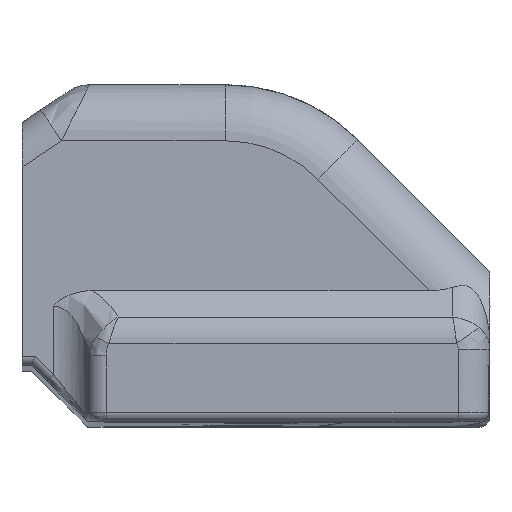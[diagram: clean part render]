
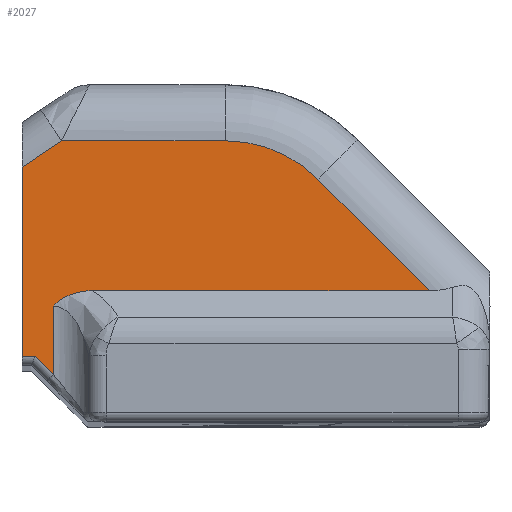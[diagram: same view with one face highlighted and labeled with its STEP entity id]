
A CAD part, top view. The second image highlights one B-rep face of the part: STEP entity #2027.
In plain terms, the highlighted planar face has unit normal (0, 0, 1).
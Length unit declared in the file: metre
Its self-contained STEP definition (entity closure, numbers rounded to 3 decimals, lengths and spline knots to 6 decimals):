
#99=CIRCLE('',#2209,0.007);
#197=B_SPLINE_CURVE_WITH_KNOTS('',3,(#3338,#3339,#3340,#3341,#3342,#3343,
#3344,#3345,#3346,#3347),.UNSPECIFIED.,.F.,.F.,(4,2,2,2,4),(-0.125309,
-0.12151,-0.069337,0.,0.00858),
 .UNSPECIFIED.);
#307=FACE_OUTER_BOUND('',#440,.T.);
#440=EDGE_LOOP('',(#1447,#1448,#1449,#1450,#1451,#1452,#1453,#1454,#1455,
#1456));
#611=LINE('',#3326,#715);
#612=LINE('',#3328,#716);
#613=LINE('',#3330,#717);
#614=LINE('',#3332,#718);
#615=LINE('',#3334,#719);
#616=LINE('',#3336,#720);
#617=LINE('',#3349,#721);
#618=LINE('',#3351,#722);
#715=VECTOR('',#2555,1.);
#716=VECTOR('',#2556,1.);
#717=VECTOR('',#2557,1.);
#718=VECTOR('',#2558,1.);
#719=VECTOR('',#2559,1.);
#720=VECTOR('',#2560,1.);
#721=VECTOR('',#2561,1.);
#722=VECTOR('',#2562,1.);
#909=VERTEX_POINT('',#3324);
#910=VERTEX_POINT('',#3325);
#911=VERTEX_POINT('',#3327);
#912=VERTEX_POINT('',#3329);
#913=VERTEX_POINT('',#3331);
#914=VERTEX_POINT('',#3333);
#915=VERTEX_POINT('',#3335);
#916=VERTEX_POINT('',#3337);
#917=VERTEX_POINT('',#3348);
#918=VERTEX_POINT('',#3350);
#1112=EDGE_CURVE('',#909,#910,#611,.F.);
#1113=EDGE_CURVE('',#910,#911,#612,.T.);
#1114=EDGE_CURVE('',#912,#911,#613,.T.);
#1115=EDGE_CURVE('',#912,#913,#614,.T.);
#1116=EDGE_CURVE('',#913,#914,#615,.F.);
#1117=EDGE_CURVE('',#914,#915,#616,.T.);
#1118=EDGE_CURVE('',#915,#916,#197,.F.);
#1119=EDGE_CURVE('',#916,#917,#617,.T.);
#1120=EDGE_CURVE('',#917,#918,#618,.T.);
#1121=EDGE_CURVE('',#918,#909,#99,.T.);
#1447=ORIENTED_EDGE('',*,*,#1112,.T.);
#1448=ORIENTED_EDGE('',*,*,#1113,.T.);
#1449=ORIENTED_EDGE('',*,*,#1114,.F.);
#1450=ORIENTED_EDGE('',*,*,#1115,.T.);
#1451=ORIENTED_EDGE('',*,*,#1116,.T.);
#1452=ORIENTED_EDGE('',*,*,#1117,.T.);
#1453=ORIENTED_EDGE('',*,*,#1118,.T.);
#1454=ORIENTED_EDGE('',*,*,#1119,.T.);
#1455=ORIENTED_EDGE('',*,*,#1120,.T.);
#1456=ORIENTED_EDGE('',*,*,#1121,.T.);
#1992=PLANE('',#2208);
#2027=ADVANCED_FACE('',(#307),#1992,.T.);
#2208=AXIS2_PLACEMENT_3D('',#3323,#2553,#2554);
#2209=AXIS2_PLACEMENT_3D('',#3352,#2563,#2564);
#2553=DIRECTION('center_axis',(0.,0.,1.));
#2554=DIRECTION('ref_axis',(1.,0.,0.));
#2555=DIRECTION('',(1.,0.,0.));
#2556=DIRECTION('',(-0.832,-0.555,0.));
#2557=DIRECTION('',(0.,1.,0.));
#2558=DIRECTION('',(1.,0.,0.));
#2559=DIRECTION('',(-0.707,0.707,0.));
#2560=DIRECTION('',(0.,1.,0.));
#2561=DIRECTION('',(1.,0.,0.));
#2562=DIRECTION('',(-0.707,0.707,0.));
#2563=DIRECTION('center_axis',(0.,0.,1.));
#2564=DIRECTION('ref_axis',(1.,0.,0.));
#3323=CARTESIAN_POINT('Origin',(0.,-0.015,0.01));
#3324=CARTESIAN_POINT('',(-0.004142,-0.003,0.01));
#3325=CARTESIAN_POINT('',(-0.012894,-0.003,0.01));
#3326=CARTESIAN_POINT('',(-0.012,-0.003,0.01));
#3327=CARTESIAN_POINT('',(-0.015,-0.004404,0.01));
#3328=CARTESIAN_POINT('',(-0.009506,-0.000741,0.01));
#3329=CARTESIAN_POINT('',(-0.015,-0.0145,0.01));
#3330=CARTESIAN_POINT('',(-0.015,-0.015,0.01));
#3331=CARTESIAN_POINT('',(-0.014293,-0.0145,0.01));
#3332=CARTESIAN_POINT('',(0.,-0.0145,0.01));
#3333=CARTESIAN_POINT('',(-0.013328,-0.015464,0.01));
#3334=CARTESIAN_POINT('',(-0.012975,-0.015818,0.01));
#3335=CARTESIAN_POINT('',(-0.013328,-0.011828,0.01));
#3336=CARTESIAN_POINT('',(-0.013328,-0.011,0.01));
#3337=CARTESIAN_POINT('',(-0.011244,-0.011,0.01));
#3338=CARTESIAN_POINT('Ctrl Pts',(-0.011245,-0.011,0.01));
#3339=CARTESIAN_POINT('Ctrl Pts',(-0.011271,-0.011,0.01));
#3340=CARTESIAN_POINT('Ctrl Pts',(-0.011297,-0.011,
0.01));
#3341=CARTESIAN_POINT('Ctrl Pts',(-0.011683,-0.011009,
0.01));
#3342=CARTESIAN_POINT('Ctrl Pts',(-0.012041,-0.011076,
0.01));
#3343=CARTESIAN_POINT('Ctrl Pts',(-0.01282,-0.011376,
0.01));
#3344=CARTESIAN_POINT('Ctrl Pts',(-0.013104,-0.011611,
0.01));
#3345=CARTESIAN_POINT('Ctrl Pts',(-0.013291,-0.011791,
0.01));
#3346=CARTESIAN_POINT('Ctrl Pts',(-0.013309,-0.011808,
0.01));
#3347=CARTESIAN_POINT('Ctrl Pts',(-0.013329,-0.011828,
0.01));
#3348=CARTESIAN_POINT('',(0.006757,-0.011,0.01));
#3349=CARTESIAN_POINT('',(0.,-0.011,0.01));
#3350=CARTESIAN_POINT('',(0.000808,-0.00505,0.01));
#3351=CARTESIAN_POINT('',(0.005379,-0.009621,0.01));
#3352=CARTESIAN_POINT('Origin',(-0.004142,-0.01,0.01));
